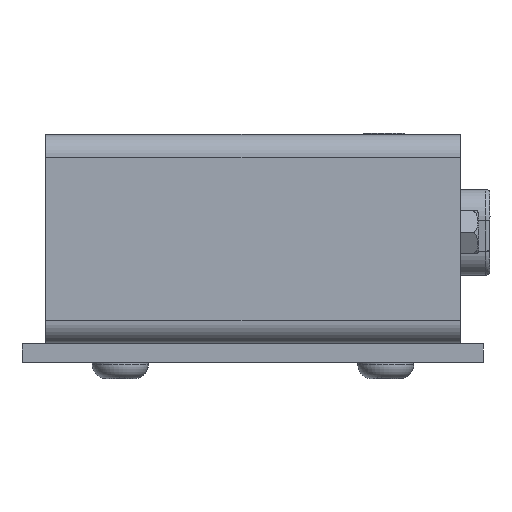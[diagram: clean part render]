
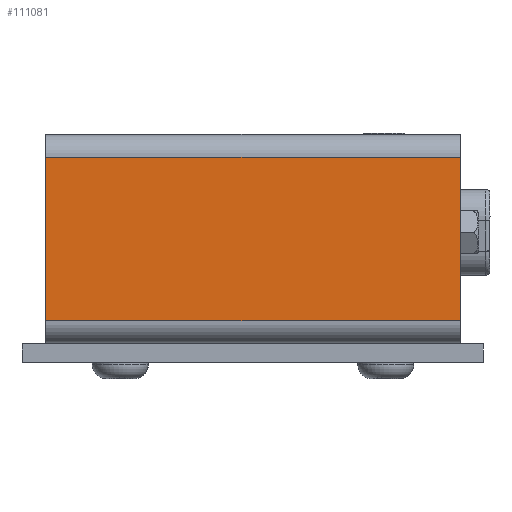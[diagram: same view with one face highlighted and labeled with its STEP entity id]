
A CAD part, front view. The second image highlights one B-rep face of the part: STEP entity #111081.
In plain terms, the highlighted planar face has unit normal (0, -1, 0).
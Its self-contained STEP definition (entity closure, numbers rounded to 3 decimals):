
#2140 = CARTESIAN_POINT ( 'NONE',  ( 8.004, 1.359, 39.335 ) ) ;
#4881 = FACE_OUTER_BOUND ( 'NONE', #17335, .T. ) ;
#15639 = LINE ( 'NONE', #132115, #114236 ) ;
#16047 = DIRECTION ( 'NONE',  ( 0., 0., 1. ) ) ;
#17335 = EDGE_LOOP ( 'NONE', ( #131390, #30335, #155958, #156968 ) ) ;
#24754 = VERTEX_POINT ( 'NONE', #132394 ) ;
#26158 = DIRECTION ( 'NONE',  ( 0., 0., 1. ) ) ;
#28670 = EDGE_CURVE ( 'NONE', #39738, #123183, #52517, .T. ) ;
#30335 = ORIENTED_EDGE ( 'NONE', *, *, #73178, .F. ) ;
#35888 = AXIS2_PLACEMENT_3D ( 'NONE', #65038, #155113, #77986 ) ;
#39738 = VERTEX_POINT ( 'NONE', #91268 ) ;
#49614 = DIRECTION ( 'NONE',  ( 1., 0., 0. ) ) ;
#50038 = VECTOR ( 'NONE', #26158, 1000. ) ;
#52517 = LINE ( 'NONE', #62005, #151082 ) ;
#62005 = CARTESIAN_POINT ( 'NONE',  ( 8.004, 1.359, 21.835 ) ) ;
#65038 = CARTESIAN_POINT ( 'NONE',  ( 8.004, 1.359, 19.335 ) ) ;
#73178 = EDGE_CURVE ( 'NONE', #99451, #24754, #15639, .T. ) ;
#77436 = PLANE ( 'NONE',  #35888 ) ;
#77986 = DIRECTION ( 'NONE',  ( 1., 0., 0. ) ) ;
#81761 = CARTESIAN_POINT ( 'NONE',  ( 52.504, 1.359, 21.835 ) ) ;
#90762 = CARTESIAN_POINT ( 'NONE',  ( 52.504, 1.359, 19.335 ) ) ;
#91268 = CARTESIAN_POINT ( 'NONE',  ( 8.004, 1.359, 21.835 ) ) ;
#93127 = CARTESIAN_POINT ( 'NONE',  ( 8.004, 1.359, 19.335 ) ) ;
#99451 = VERTEX_POINT ( 'NONE', #2140 ) ;
#103625 = LINE ( 'NONE', #93127, #133684 ) ;
#111081 = ADVANCED_FACE ( 'NONE', ( #4881 ), #77436, .F. ) ;
#114236 = VECTOR ( 'NONE', #157003, 1000. ) ;
#118453 = LINE ( 'NONE', #90762, #50038 ) ;
#123183 = VERTEX_POINT ( 'NONE', #81761 ) ;
#129405 = EDGE_CURVE ( 'NONE', #123183, #24754, #118453, .T. ) ;
#131390 = ORIENTED_EDGE ( 'NONE', *, *, #129405, .T. ) ;
#132115 = CARTESIAN_POINT ( 'NONE',  ( 8.004, 1.359, 39.335 ) ) ;
#132394 = CARTESIAN_POINT ( 'NONE',  ( 52.504, 1.359, 39.335 ) ) ;
#133684 = VECTOR ( 'NONE', #16047, 1000. ) ;
#148022 = EDGE_CURVE ( 'NONE', #39738, #99451, #103625, .T. ) ;
#151082 = VECTOR ( 'NONE', #49614, 1000. ) ;
#155113 = DIRECTION ( 'NONE',  ( 0., 1., 0. ) ) ;
#155958 = ORIENTED_EDGE ( 'NONE', *, *, #148022, .F. ) ;
#156968 = ORIENTED_EDGE ( 'NONE', *, *, #28670, .T. ) ;
#157003 = DIRECTION ( 'NONE',  ( 1., 0., 0. ) ) ;
